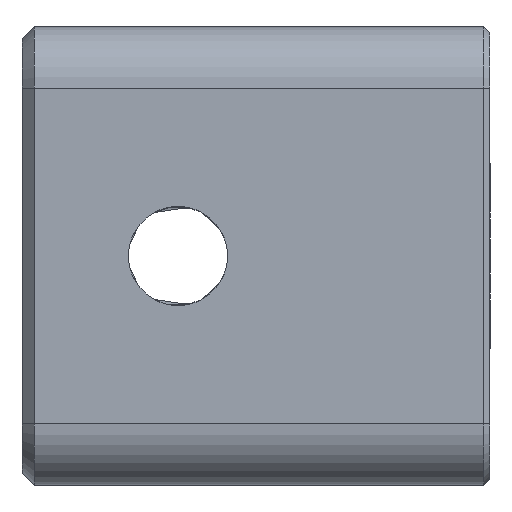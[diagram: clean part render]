
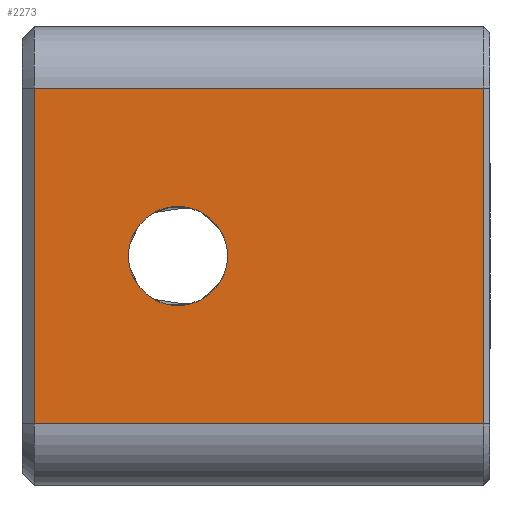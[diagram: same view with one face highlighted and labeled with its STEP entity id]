
A CAD part, left-side view. The second image highlights one B-rep face of the part: STEP entity #2273.
In plain terms, the highlighted planar face has unit normal (-1, 0, 0).
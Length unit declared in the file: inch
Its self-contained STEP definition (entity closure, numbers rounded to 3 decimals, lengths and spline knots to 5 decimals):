
#78 = ORIENTED_EDGE ( 'NONE', *, *, #3240, .T. ) ;
#177 = ORIENTED_EDGE ( 'NONE', *, *, #722, .F. ) ;
#213 = CARTESIAN_POINT ( 'NONE',  ( -0.8675, 0.125, 0. ) ) ;
#237 = LINE ( 'NONE', #2989, #1424 ) ;
#322 = EDGE_CURVE ( 'NONE', #2301, #2308, #2329, .T. ) ;
#444 = DIRECTION ( 'NONE',  ( 0., 1., 0. ) ) ;
#632 = DIRECTION ( 'NONE',  ( 0., 0., -1. ) ) ;
#649 = EDGE_CURVE ( 'NONE', #2837, #1763, #2541, .T. ) ;
#722 = EDGE_CURVE ( 'NONE', #2868, #2724, #2513, .T. ) ;
#799 = CARTESIAN_POINT ( 'NONE',  ( -0.8675, 0.125, 0. ) ) ;
#877 = EDGE_CURVE ( 'NONE', #2724, #2868, #2684, .T. ) ;
#927 = CARTESIAN_POINT ( 'NONE',  ( -0.8675, 0.35531, -0.26907 ) ) ;
#992 = CARTESIAN_POINT ( 'NONE',  ( -0.8675, 0.35531, 0.26907 ) ) ;
#1005 = DIRECTION ( 'NONE',  ( 0., 0., -1. ) ) ;
#1018 = CARTESIAN_POINT ( 'NONE',  ( -0.8675, 0.35531, -0.26907 ) ) ;
#1024 = DIRECTION ( 'NONE',  ( -1., 0., 0. ) ) ;
#1129 = AXIS2_PLACEMENT_3D ( 'NONE', #799, #1379, #1942 ) ;
#1293 = VECTOR ( 'NONE', #632, 39.37008 ) ;
#1379 = DIRECTION ( 'NONE',  ( -1., 0., 0. ) ) ;
#1393 = EDGE_CURVE ( 'NONE', #2308, #2837, #237, .T. ) ;
#1424 = VECTOR ( 'NONE', #2687, 39.37008 ) ;
#1593 = VECTOR ( 'NONE', #444, 39.37008 ) ;
#1750 = ORIENTED_EDGE ( 'NONE', *, *, #649, .T. ) ;
#1763 = VERTEX_POINT ( 'NONE', #2489 ) ;
#1766 = CARTESIAN_POINT ( 'NONE',  ( -0.8675, 0.375, -0.3675 ) ) ;
#1836 = DIRECTION ( 'NONE',  ( 1., 0., 0. ) ) ;
#1843 = CARTESIAN_POINT ( 'NONE',  ( -0.8675, 0.125, 0.0795 ) ) ;
#1942 = DIRECTION ( 'NONE',  ( 0., 0., 1. ) ) ;
#2042 = FACE_BOUND ( 'NONE', #2870, .T. ) ;
#2206 = CARTESIAN_POINT ( 'NONE',  ( -0.8675, -0.36516, -0.3675 ) ) ;
#2273 = ADVANCED_FACE ( 'NONE', ( #2042, #2908 ), #3189, .F. ) ;
#2301 = VERTEX_POINT ( 'NONE', #992 ) ;
#2308 = VERTEX_POINT ( 'NONE', #1018 ) ;
#2329 = LINE ( 'NONE', #927, #1293 ) ;
#2331 = CARTESIAN_POINT ( 'NONE',  ( -0.8675, -0.36516, -0.26907 ) ) ;
#2489 = CARTESIAN_POINT ( 'NONE',  ( -0.8675, -0.36516, 0.26907 ) ) ;
#2513 = CIRCLE ( 'NONE', #3303, 0.0795 ) ;
#2541 = LINE ( 'NONE', #2206, #3297 ) ;
#2577 = DIRECTION ( 'NONE',  ( 0., 0., 1. ) ) ;
#2588 = ORIENTED_EDGE ( 'NONE', *, *, #322, .T. ) ;
#2684 = CIRCLE ( 'NONE', #1129, 0.0795 ) ;
#2687 = DIRECTION ( 'NONE',  ( 0., -1., 0. ) ) ;
#2724 = VERTEX_POINT ( 'NONE', #2937 ) ;
#2772 = DIRECTION ( 'NONE',  ( 0., 0., 1. ) ) ;
#2837 = VERTEX_POINT ( 'NONE', #2331 ) ;
#2868 = VERTEX_POINT ( 'NONE', #1843 ) ;
#2870 = EDGE_LOOP ( 'NONE', ( #177, #3378 ) ) ;
#2881 = LINE ( 'NONE', #3181, #1593 ) ;
#2908 = FACE_OUTER_BOUND ( 'NONE', #3392, .T. ) ;
#2937 = CARTESIAN_POINT ( 'NONE',  ( -0.8675, 0.125, -0.0795 ) ) ;
#2989 = CARTESIAN_POINT ( 'NONE',  ( -0.8675, 0.375, -0.26907 ) ) ;
#3047 = AXIS2_PLACEMENT_3D ( 'NONE', #1766, #1836, #1005 ) ;
#3138 = ORIENTED_EDGE ( 'NONE', *, *, #1393, .T. ) ;
#3181 = CARTESIAN_POINT ( 'NONE',  ( -0.8675, 0.375, 0.26907 ) ) ;
#3189 = PLANE ( 'NONE',  #3047 ) ;
#3240 = EDGE_CURVE ( 'NONE', #1763, #2301, #2881, .T. ) ;
#3297 = VECTOR ( 'NONE', #2772, 39.37008 ) ;
#3303 = AXIS2_PLACEMENT_3D ( 'NONE', #213, #1024, #2577 ) ;
#3378 = ORIENTED_EDGE ( 'NONE', *, *, #877, .F. ) ;
#3392 = EDGE_LOOP ( 'NONE', ( #3138, #1750, #78, #2588 ) ) ;
